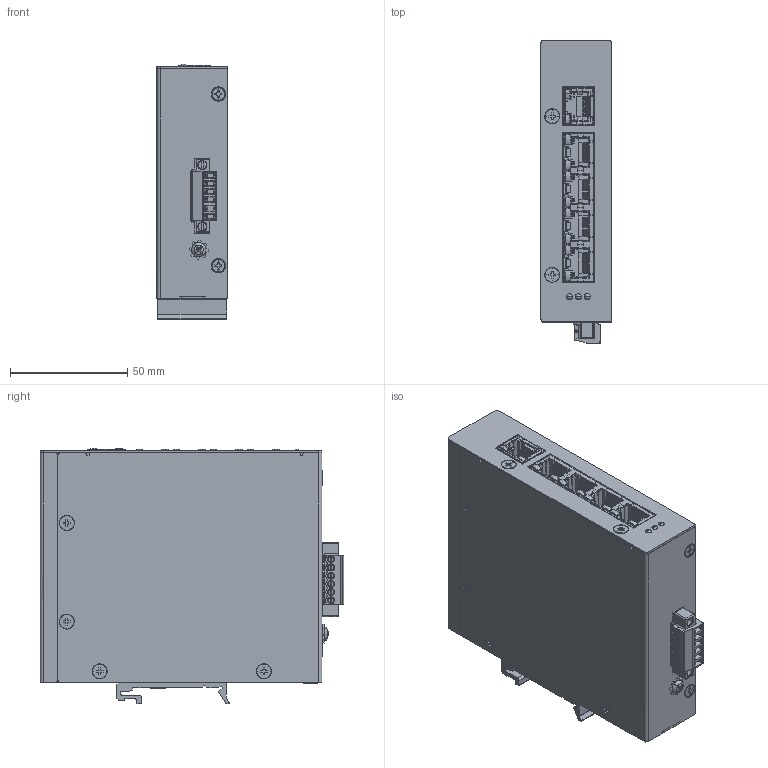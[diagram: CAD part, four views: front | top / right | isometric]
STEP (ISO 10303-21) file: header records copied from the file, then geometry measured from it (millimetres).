
FILE_DESCRIPTION (( 'STEP AP214' ), '1' );
FILE_NAME ('JN3205G ASY-20191114-STP.STEP', '2019-11-15T03:19:31', ( '' ), ( '' ), 'SwSTEP 2.0', 'SolidWorks 2018', '' );
FILE_SCHEMA (( 'AUTOMOTIVE_DESIGN' ));
Length unit declared in the file: millimetre
Products named in the file (11): 3205G-Body.IGS; dinkle_ec350vm-06p.IGS; SCREW-ROUND-M3-WS-6L.IGS; dinkle_ech350rm-06p_2018.IGS; 3205-1x1-RJ.IGS; 0-Screw-120-M3x6.IGS; 3D-DinKit-29-4W.IGS; 3205-1x4-RJ.IGS; 後框3D.IGS; JN3205G ASY-20191114-STP; JN3205G ASY-20191114-IGS.IGS
Assembly tree (23 placements, depth 3):
  JN3205G ASY-20191114-STP
    JN3205G ASY-20191114-IGS.IGS
      後框3D.IGS
      3205-1x4-RJ.IGS
      3D-DinKit-29-4W.IGS
      0-Screw-120-M3x6.IGS  x14
      3205-1x1-RJ.IGS
      dinkle_ech350rm-06p_2018.IGS
      SCREW-ROUND-M3-WS-6L.IGS
      dinkle_ec350vm-06p.IGS
      3205G-Body.IGS
Bounding box: 30.22 x 129.2 x 108.84 mm (x, y, z)
Volume: 342138.6 mm3; surface area: 85022.2 mm2
Topology: 26 solids, 57 shells, 4936 faces, 13688 edges, 8871 vertices
Faces by surface type: bspline 4936
Entity records: 152743 total; most frequent: CARTESIAN_POINT 75262, ORIENTED_EDGE 25372, EDGE_CURVE 12822, B_SPLINE_CURVE_WITH_KNOTS 12048, VERTEX_POINT 8299, EDGE_LOOP 4905, FACE_OUTER_BOUND 4598, ADVANCED_FACE 4598
